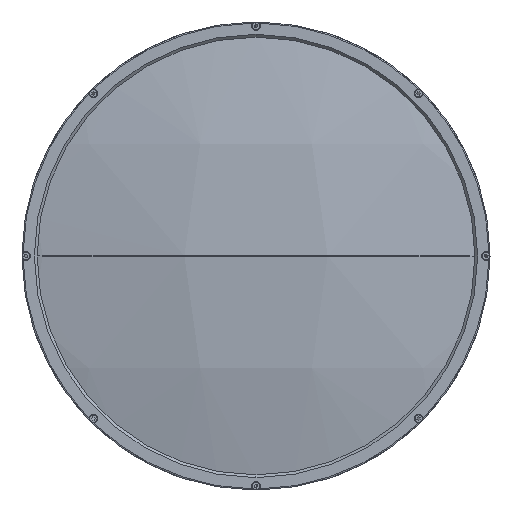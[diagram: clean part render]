
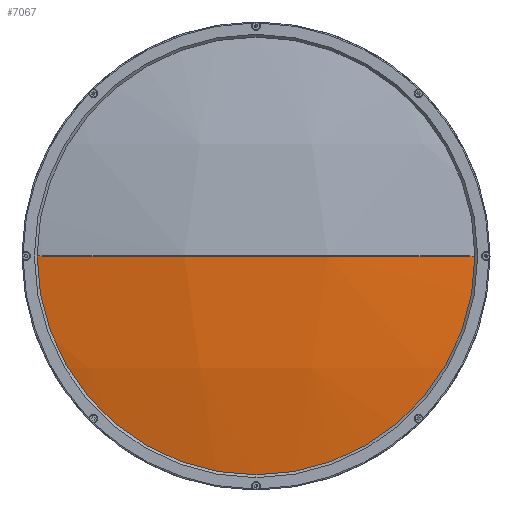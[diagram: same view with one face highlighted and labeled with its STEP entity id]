
A CAD part, left-side view. The second image highlights one B-rep face of the part: STEP entity #7067.
In plain terms, the highlighted spherical face has radius 900 mm.
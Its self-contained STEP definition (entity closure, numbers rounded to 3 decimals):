
#6 = AXIS2_PLACEMENT_3D ( 'NONE', #2062, #10042, #7747 ) ;
#84 = CARTESIAN_POINT ( 'NONE',  ( -873.048, -190., 0. ) ) ;
#201 = AXIS2_PLACEMENT_3D ( 'NONE', #8005, #1707, #820 ) ;
#500 = VERTEX_POINT ( 'NONE', #4398 ) ;
#820 = DIRECTION ( 'NONE',  ( 0., 0., 1. ) ) ;
#977 = CARTESIAN_POINT ( 'NONE',  ( 6.668, 0., 0. ) ) ;
#1003 = VERTEX_POINT ( 'NONE', #5911 ) ;
#1079 = CIRCLE ( 'NONE', #9113, 900. ) ;
#1304 = VERTEX_POINT ( 'NONE', #2002 ) ;
#1590 = AXIS2_PLACEMENT_3D ( 'NONE', #5916, #1875, #3605 ) ;
#1707 = DIRECTION ( 'NONE',  ( 0., 1., 0. ) ) ;
#1875 = DIRECTION ( 'NONE',  ( 0., -1., 0. ) ) ;
#2002 = CARTESIAN_POINT ( 'NONE',  ( -873.048, -190., 0. ) ) ;
#2062 = CARTESIAN_POINT ( 'NONE',  ( -871.056, 0., 0. ) ) ;
#2096 = SPHERICAL_SURFACE ( 'NONE', #8674, 900. ) ;
#2147 = FACE_OUTER_BOUND ( 'NONE', #8481, .T. ) ;
#2266 = EDGE_CURVE ( 'NONE', #500, #4894, #8535, .T. ) ;
#2461 = DIRECTION ( 'NONE',  ( 0., 0., 1. ) ) ;
#2565 = AXIS2_PLACEMENT_3D ( 'NONE', #977, #6647, #5750 ) ;
#2612 = ORIENTED_EDGE ( 'NONE', *, *, #6179, .T. ) ;
#3397 = DIRECTION ( 'NONE',  ( 1., 0., 0. ) ) ;
#3605 = DIRECTION ( 'NONE',  ( 0., 0., -1. ) ) ;
#3721 = ORIENTED_EDGE ( 'NONE', *, *, #6859, .F. ) ;
#3752 = ORIENTED_EDGE ( 'NONE', *, *, #4114, .F. ) ;
#4035 = EDGE_CURVE ( 'NONE', #500, #8594, #1079, .T. ) ;
#4114 = EDGE_CURVE ( 'NONE', #8594, #1003, #10132, .T. ) ;
#4398 = CARTESIAN_POINT ( 'NONE',  ( -871.056, 198.999, 0. ) ) ;
#4573 = VERTEX_POINT ( 'NONE', #84 ) ;
#4628 = EDGE_CURVE ( 'NONE', #4573, #1304, #6071, .T. ) ;
#4894 = VERTEX_POINT ( 'NONE', #7790 ) ;
#5422 = CIRCLE ( 'NONE', #2565, 900. ) ;
#5750 = DIRECTION ( 'NONE',  ( 0., 1., 0. ) ) ;
#5911 = CARTESIAN_POINT ( 'NONE',  ( -873.048, 190., 0. ) ) ;
#5916 = CARTESIAN_POINT ( 'NONE',  ( 6.668, 190., 0. ) ) ;
#5938 = CARTESIAN_POINT ( 'NONE',  ( -873.048, 190., 0. ) ) ;
#6071 = CIRCLE ( 'NONE', #201, 879.716 ) ;
#6179 = EDGE_CURVE ( 'NONE', #4894, #1304, #5422, .T. ) ;
#6647 = DIRECTION ( 'NONE',  ( 0., 0., -1. ) ) ;
#6859 = EDGE_CURVE ( 'NONE', #1003, #4573, #7007, .T. ) ;
#7007 = CIRCLE ( 'NONE', #9506, 900. ) ;
#7067 = ADVANCED_FACE ( 'NONE', ( #2147 ), #2096, .T. ) ;
#7114 = DIRECTION ( 'NONE',  ( 0., 0., 1. ) ) ;
#7401 = CARTESIAN_POINT ( 'NONE',  ( 6.668, 0., 0. ) ) ;
#7747 = DIRECTION ( 'NONE',  ( 0., 0., 1. ) ) ;
#7790 = CARTESIAN_POINT ( 'NONE',  ( -871.056, -198.999, 0. ) ) ;
#8005 = CARTESIAN_POINT ( 'NONE',  ( 6.668, -190., 0. ) ) ;
#8037 = ORIENTED_EDGE ( 'NONE', *, *, #4628, .F. ) ;
#8481 = EDGE_LOOP ( 'NONE', ( #10118, #2612, #8037, #3721, #3752, #9323 ) ) ;
#8535 = CIRCLE ( 'NONE', #6, 198.999 ) ;
#8594 = VERTEX_POINT ( 'NONE', #5938 ) ;
#8674 = AXIS2_PLACEMENT_3D ( 'NONE', #9975, #9242, #10193 ) ;
#8676 = CARTESIAN_POINT ( 'NONE',  ( 6.668, 0., 0. ) ) ;
#8880 = DIRECTION ( 'NONE',  ( -1., 0., 0. ) ) ;
#9113 = AXIS2_PLACEMENT_3D ( 'NONE', #7401, #2461, #3397 ) ;
#9242 = DIRECTION ( 'NONE',  ( 0., 0., -1. ) ) ;
#9323 = ORIENTED_EDGE ( 'NONE', *, *, #4035, .F. ) ;
#9506 = AXIS2_PLACEMENT_3D ( 'NONE', #8676, #7114, #8880 ) ;
#9975 = CARTESIAN_POINT ( 'NONE',  ( 6.668, 0., 0. ) ) ;
#10042 = DIRECTION ( 'NONE',  ( -1., 0., 0. ) ) ;
#10118 = ORIENTED_EDGE ( 'NONE', *, *, #2266, .T. ) ;
#10132 = CIRCLE ( 'NONE', #1590, 879.716 ) ;
#10193 = DIRECTION ( 'NONE',  ( 0., 1., 0. ) ) ;
